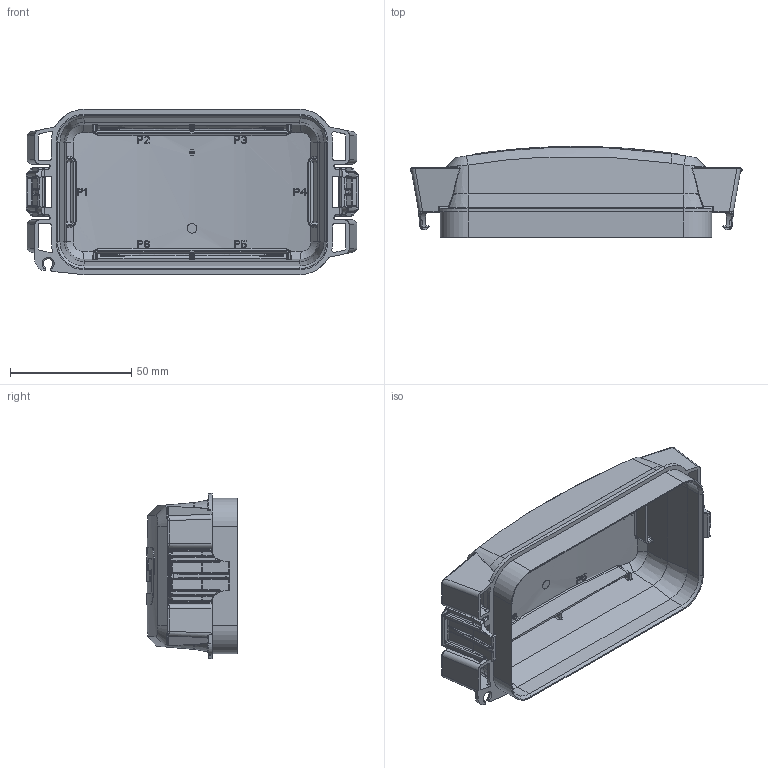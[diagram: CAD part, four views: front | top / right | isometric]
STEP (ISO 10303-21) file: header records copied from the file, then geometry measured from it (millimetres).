
FILE_DESCRIPTION((''),'2;1');
FILE_NAME('SC27-2000B-B001_NCF_ASM','2023-10-13T13:22:17',('20077268'),(''),'CREO PARAMETRIC BY PTC INC, 2017110','CREO PARAMETRIC BY PTC INC, 2017110','');
FILE_SCHEMA(('CONFIG_CONTROL_DESIGN'));
Products named in the file (2): PC27-2000B-B001_NCF; SC27-2000B-B001_NCF_ASM
Assembly tree (1 placements, depth 2):
  SC27-2000B-B001_NCF_ASM
    PC27-2000B-B001_NCF
Bounding box: 136.9 x 37.5 x 68.1 mm (x, y, z)
Volume: 34473.1 mm3; surface area: 45567.8 mm2
Topology: 1 solids, 1 shells, 1544 faces, 3920 edges, 2395 vertices
Faces by surface type: bspline 493, plane 442, cylinder 429, torus 68, sphere 66, cone 42, extrusion 4
Entity records: 64853 total; most frequent: CARTESIAN_POINT 30770, ORIENTED_EDGE 7832, DIRECTION 6017, EDGE_CURVE 3916, VERTEX_POINT 2395, AXIS2_PLACEMENT_3D 2078, VECTOR 1861, LINE 1857
